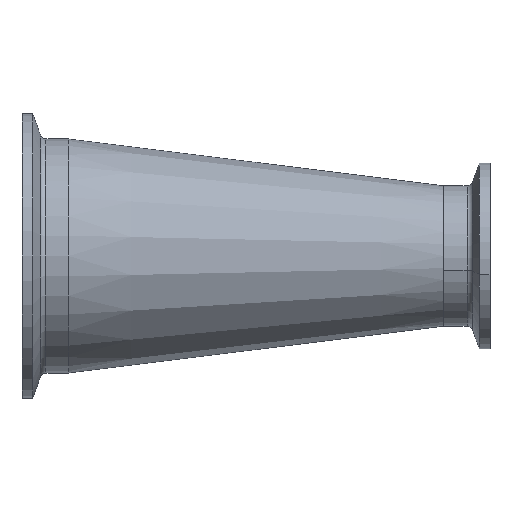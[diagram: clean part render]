
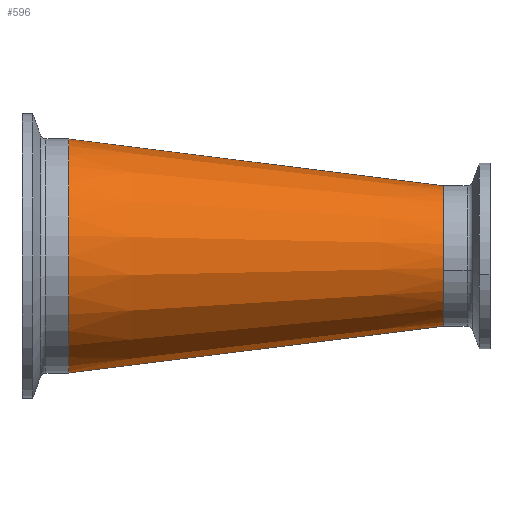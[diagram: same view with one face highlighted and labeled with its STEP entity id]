
A CAD part, left-side view. The second image highlights one B-rep face of the part: STEP entity #596.
In plain terms, the highlighted conical face has half-angle 7.125 degrees and reference radius 19.05 mm.
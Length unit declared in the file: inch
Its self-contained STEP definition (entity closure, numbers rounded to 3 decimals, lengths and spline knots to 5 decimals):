
#1 = FACE_OUTER_BOUND ( 'NONE', #1124, .T. ) ;
#13 = DIRECTION ( 'NONE',  ( 0., 1., 0. ) ) ;
#40 = EDGE_CURVE ( 'NONE', #296, #61, #344, .T. ) ;
#56 = CARTESIAN_POINT ( 'NONE',  ( 0., 4., -1.25 ) ) ;
#61 = VERTEX_POINT ( 'NONE', #310 ) ;
#114 = DIRECTION ( 'NONE',  ( 0., 0., 1. ) ) ;
#233 = DIRECTION ( 'NONE',  ( 0., 0.992, 0.124 ) ) ;
#253 = CARTESIAN_POINT ( 'NONE',  ( 0., 4., 1.25 ) ) ;
#296 = VERTEX_POINT ( 'NONE', #1409 ) ;
#305 = EDGE_CURVE ( 'NONE', #938, #1374, #1614, .T. ) ;
#310 = CARTESIAN_POINT ( 'NONE',  ( 0., 0., 0.75 ) ) ;
#324 = LINE ( 'NONE', #625, #1163 ) ;
#331 = DIRECTION ( 'NONE',  ( 0., 0., 1. ) ) ;
#344 = CIRCLE ( 'NONE', #1214, 0.75 ) ;
#365 = ORIENTED_EDGE ( 'NONE', *, *, #1330, .T. ) ;
#426 = DIRECTION ( 'NONE',  ( 0., 0., 1. ) ) ;
#473 = AXIS2_PLACEMENT_3D ( 'NONE', #1420, #1690, #114 ) ;
#516 = AXIS2_PLACEMENT_3D ( 'NONE', #1547, #897, #331 ) ;
#596 = ADVANCED_FACE ( 'NONE', ( #1 ), #1470, .T. ) ;
#625 = CARTESIAN_POINT ( 'NONE',  ( 0., 0., -0.75 ) ) ;
#637 = DIRECTION ( 'NONE',  ( 0., 0.992, -0.124 ) ) ;
#651 = EDGE_CURVE ( 'NONE', #296, #938, #324, .T. ) ;
#813 = ORIENTED_EDGE ( 'NONE', *, *, #305, .F. ) ;
#897 = DIRECTION ( 'NONE',  ( 0., 1., 0. ) ) ;
#938 = VERTEX_POINT ( 'NONE', #56 ) ;
#950 = CARTESIAN_POINT ( 'NONE',  ( 0., 0., 0. ) ) ;
#1091 = VECTOR ( 'NONE', #233, 39.37008 ) ;
#1124 = EDGE_LOOP ( 'NONE', ( #1515, #1432, #365, #813 ) ) ;
#1163 = VECTOR ( 'NONE', #637, 39.37008 ) ;
#1214 = AXIS2_PLACEMENT_3D ( 'NONE', #950, #13, #426 ) ;
#1330 = EDGE_CURVE ( 'NONE', #61, #1374, #1332, .T. ) ;
#1332 = LINE ( 'NONE', #1435, #1091 ) ;
#1374 = VERTEX_POINT ( 'NONE', #253 ) ;
#1409 = CARTESIAN_POINT ( 'NONE',  ( 0., 0., -0.75 ) ) ;
#1420 = CARTESIAN_POINT ( 'NONE',  ( 0., 4., 0. ) ) ;
#1432 = ORIENTED_EDGE ( 'NONE', *, *, #40, .T. ) ;
#1435 = CARTESIAN_POINT ( 'NONE',  ( 0., 0., 0.75 ) ) ;
#1470 = CONICAL_SURFACE ( 'NONE', #516, 0.75, 0.124 ) ;
#1515 = ORIENTED_EDGE ( 'NONE', *, *, #651, .F. ) ;
#1547 = CARTESIAN_POINT ( 'NONE',  ( 0., 0., 0. ) ) ;
#1614 = CIRCLE ( 'NONE', #473, 1.25 ) ;
#1690 = DIRECTION ( 'NONE',  ( 0., 1., 0. ) ) ;
